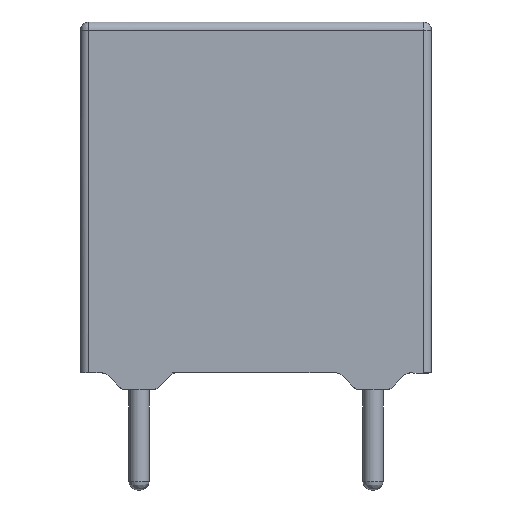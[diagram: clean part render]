
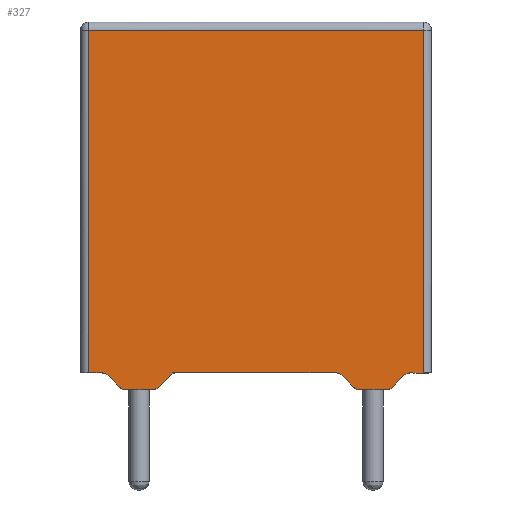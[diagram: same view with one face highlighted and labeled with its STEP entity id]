
A CAD part, front view. The second image highlights one B-rep face of the part: STEP entity #327.
In plain terms, the highlighted planar face has unit normal (0, -1, 0).
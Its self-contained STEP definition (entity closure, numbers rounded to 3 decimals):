
#73=(
BOUNDED_CURVE()
B_SPLINE_CURVE(2,(#2983,#2984,#2985),.UNSPECIFIED.,.F.,.F.)
B_SPLINE_CURVE_WITH_KNOTS((3,3),(0.,0.196),.UNSPECIFIED.)
CURVE()
GEOMETRIC_REPRESENTATION_ITEM()
RATIONAL_B_SPLINE_CURVE((1.,0.924,1.))
REPRESENTATION_ITEM('')
);
#74=(
BOUNDED_CURVE()
B_SPLINE_CURVE(2,(#2998,#2999,#3000),.UNSPECIFIED.,.F.,.F.)
B_SPLINE_CURVE_WITH_KNOTS((3,3),(0.,0.196),.UNSPECIFIED.)
CURVE()
GEOMETRIC_REPRESENTATION_ITEM()
RATIONAL_B_SPLINE_CURVE((1.,0.924,1.))
REPRESENTATION_ITEM('')
);
#76=(
BOUNDED_CURVE()
B_SPLINE_CURVE(2,(#3004,#3005,#3006),.UNSPECIFIED.,.F.,.F.)
B_SPLINE_CURVE_WITH_KNOTS((3,3),(0.,0.196),.UNSPECIFIED.)
CURVE()
GEOMETRIC_REPRESENTATION_ITEM()
RATIONAL_B_SPLINE_CURVE((1.,0.924,1.))
REPRESENTATION_ITEM('')
);
#81=(
BOUNDED_CURVE()
B_SPLINE_CURVE(2,(#3079,#3080,#3081),.UNSPECIFIED.,.F.,.F.)
B_SPLINE_CURVE_WITH_KNOTS((3,3),(0.,0.196),.UNSPECIFIED.)
CURVE()
GEOMETRIC_REPRESENTATION_ITEM()
RATIONAL_B_SPLINE_CURVE((1.,0.924,1.))
REPRESENTATION_ITEM('')
);
#83=(
BOUNDED_CURVE()
B_SPLINE_CURVE(2,(#3084,#3085,#3086),.UNSPECIFIED.,.F.,.F.)
B_SPLINE_CURVE_WITH_KNOTS((3,3),(0.,0.196),.UNSPECIFIED.)
CURVE()
GEOMETRIC_REPRESENTATION_ITEM()
RATIONAL_B_SPLINE_CURVE((1.,0.924,1.))
REPRESENTATION_ITEM('')
);
#85=(
BOUNDED_CURVE()
B_SPLINE_CURVE(2,(#3090,#3091,#3092),.UNSPECIFIED.,.F.,.F.)
B_SPLINE_CURVE_WITH_KNOTS((3,3),(0.,0.196),.UNSPECIFIED.)
CURVE()
GEOMETRIC_REPRESENTATION_ITEM()
RATIONAL_B_SPLINE_CURVE((1.,0.924,1.))
REPRESENTATION_ITEM('')
);
#87=(
BOUNDED_CURVE()
B_SPLINE_CURVE(2,(#3096,#3097,#3098),.UNSPECIFIED.,.F.,.F.)
B_SPLINE_CURVE_WITH_KNOTS((3,3),(0.,0.196),.UNSPECIFIED.)
CURVE()
GEOMETRIC_REPRESENTATION_ITEM()
RATIONAL_B_SPLINE_CURVE((1.,0.924,1.))
REPRESENTATION_ITEM('')
);
#327=ADVANCED_FACE('',(#412),#1936,.T.);
#412=FACE_OUTER_BOUND('',#497,.T.);
#497=EDGE_LOOP('',(#612,#613,#614,#615,#616,#617,#618,#619,#620,#621,#622,
#623,#624,#625,#626,#627,#628,#629,#630));
#612=ORIENTED_EDGE('',*,*,#1265,.F.);
#613=ORIENTED_EDGE('',*,*,#1243,.F.);
#614=ORIENTED_EDGE('',*,*,#1263,.F.);
#615=ORIENTED_EDGE('',*,*,#1242,.F.);
#616=ORIENTED_EDGE('',*,*,#1261,.F.);
#617=ORIENTED_EDGE('',*,*,#1241,.F.);
#618=ORIENTED_EDGE('',*,*,#1259,.F.);
#619=ORIENTED_EDGE('',*,*,#1099,.F.);
#620=ORIENTED_EDGE('',*,*,#1111,.F.);
#621=ORIENTED_EDGE('',*,*,#1112,.F.);
#622=ORIENTED_EDGE('',*,*,#1113,.F.);
#623=ORIENTED_EDGE('',*,*,#1219,.F.);
#624=ORIENTED_EDGE('',*,*,#1237,.F.);
#625=ORIENTED_EDGE('',*,*,#1218,.F.);
#626=ORIENTED_EDGE('',*,*,#1235,.F.);
#627=ORIENTED_EDGE('',*,*,#1217,.F.);
#628=ORIENTED_EDGE('',*,*,#1233,.F.);
#629=ORIENTED_EDGE('',*,*,#1095,.F.);
#630=ORIENTED_EDGE('',*,*,#1244,.F.);
#1095=EDGE_CURVE('',#1664,#1741,#1418,.T.);
#1099=EDGE_CURVE('',#1674,#1770,#1422,.T.);
#1111=EDGE_CURVE('',#1686,#1674,#1434,.T.);
#1112=EDGE_CURVE('',#1687,#1686,#1435,.T.);
#1113=EDGE_CURVE('',#1676,#1687,#1436,.T.);
#1217=EDGE_CURVE('',#1743,#1742,#1491,.T.);
#1218=EDGE_CURVE('',#1745,#1744,#1492,.T.);
#1219=EDGE_CURVE('',#1746,#1676,#1493,.T.);
#1233=EDGE_CURVE('',#1741,#1743,#73,.T.);
#1235=EDGE_CURVE('',#1742,#1745,#74,.T.);
#1237=EDGE_CURVE('',#1744,#1746,#76,.T.);
#1241=EDGE_CURVE('',#1757,#1756,#1508,.T.);
#1242=EDGE_CURVE('',#1759,#1758,#1509,.T.);
#1243=EDGE_CURVE('',#1761,#1760,#1510,.T.);
#1244=EDGE_CURVE('',#1762,#1664,#1511,.T.);
#1259=EDGE_CURVE('',#1770,#1757,#81,.T.);
#1261=EDGE_CURVE('',#1756,#1759,#83,.T.);
#1263=EDGE_CURVE('',#1758,#1761,#85,.T.);
#1265=EDGE_CURVE('',#1760,#1762,#87,.T.);
#1418=B_SPLINE_CURVE_WITH_KNOTS('',1,(#2595,#2596),.UNSPECIFIED.,.F.,.F.,
(2,2),(-4.,-3.146),.UNSPECIFIED.);
#1422=B_SPLINE_CURVE_WITH_KNOTS('',1,(#2603,#2604),.UNSPECIFIED.,.F.,.F.,
(2,2),(-8.667,-8.138),.UNSPECIFIED.);
#1434=B_SPLINE_CURVE_WITH_KNOTS('',1,(#2627,#2628),.UNSPECIFIED.,.F.,.F.,
(2,2),(0.25,10.5),.UNSPECIFIED.);
#1435=B_SPLINE_CURVE_WITH_KNOTS('',1,(#2629,#2630),.UNSPECIFIED.,.F.,.F.,
(2,2),(0.25,10.25),.UNSPECIFIED.);
#1436=B_SPLINE_CURVE_WITH_KNOTS('',1,(#2631,#2632),.UNSPECIFIED.,.F.,.F.,
(2,2),(0.,10.25),.UNSPECIFIED.);
#1491=B_SPLINE_CURVE_WITH_KNOTS('',1,(#2922,#2923),.UNSPECIFIED.,.F.,.F.,
(2,2),(-2.896,-2.104),.UNSPECIFIED.);
#1492=B_SPLINE_CURVE_WITH_KNOTS('',1,(#2924,#2925),.UNSPECIFIED.,.F.,.F.,
(2,2),(-1.854,-1.146),.UNSPECIFIED.);
#1493=B_SPLINE_CURVE_WITH_KNOTS('',1,(#2926,#2927),.UNSPECIFIED.,.F.,.F.,
(2,2),(-0.862,-0.333),.UNSPECIFIED.);
#1508=B_SPLINE_CURVE_WITH_KNOTS('',1,(#3023,#3024),.UNSPECIFIED.,.F.,.F.,
(2,2),(-7.854,-7.146),.UNSPECIFIED.);
#1509=B_SPLINE_CURVE_WITH_KNOTS('',1,(#3025,#3026),.UNSPECIFIED.,.F.,.F.,
(2,2),(-6.896,-6.104),.UNSPECIFIED.);
#1510=B_SPLINE_CURVE_WITH_KNOTS('',1,(#3027,#3028),.UNSPECIFIED.,.F.,.F.,
(2,2),(-5.854,-5.146),.UNSPECIFIED.);
#1511=B_SPLINE_CURVE_WITH_KNOTS('',1,(#3029,#3030),.UNSPECIFIED.,.F.,.F.,
(2,2),(-4.979,-4.),.UNSPECIFIED.);
#1664=VERTEX_POINT('',#2418);
#1674=VERTEX_POINT('',#2428);
#1676=VERTEX_POINT('',#2430);
#1686=VERTEX_POINT('',#2440);
#1687=VERTEX_POINT('',#2441);
#1741=VERTEX_POINT('',#2495);
#1742=VERTEX_POINT('',#2496);
#1743=VERTEX_POINT('',#2497);
#1744=VERTEX_POINT('',#2498);
#1745=VERTEX_POINT('',#2499);
#1746=VERTEX_POINT('',#2500);
#1756=VERTEX_POINT('',#2510);
#1757=VERTEX_POINT('',#2511);
#1758=VERTEX_POINT('',#2512);
#1759=VERTEX_POINT('',#2513);
#1760=VERTEX_POINT('',#2514);
#1761=VERTEX_POINT('',#2515);
#1762=VERTEX_POINT('',#2516);
#1770=VERTEX_POINT('',#2524);
#1936=PLANE('',#1991);
#1991=AXIS2_PLACEMENT_3D('',#2295,#2029,$);
#2029=DIRECTION('',(0.,-1.,0.));
#2295=CARTESIAN_POINT('',(6.563,-2.5,-1.375));
#2418=CARTESIAN_POINT('',(-2.5,-2.5,0.5));
#2428=CARTESIAN_POINT('',(5.,-2.5,0.5));
#2430=CARTESIAN_POINT('',(-5.,-2.5,0.5));
#2440=CARTESIAN_POINT('',(5.,-2.5,10.75));
#2441=CARTESIAN_POINT('',(-5.,-2.5,10.75));
#2495=CARTESIAN_POINT('',(-2.927,-2.5,0.073));
#2496=CARTESIAN_POINT('',(-3.896,-2.5,0.));
#2497=CARTESIAN_POINT('',(-3.104,-2.5,0.));
#2498=CARTESIAN_POINT('',(-4.427,-2.5,0.427));
#2499=CARTESIAN_POINT('',(-4.073,-2.5,0.073));
#2500=CARTESIAN_POINT('',(-4.604,-2.5,0.5));
#2510=CARTESIAN_POINT('',(4.073,-2.5,0.073));
#2511=CARTESIAN_POINT('',(4.427,-2.5,0.427));
#2512=CARTESIAN_POINT('',(3.104,-2.5,0.));
#2513=CARTESIAN_POINT('',(3.896,-2.5,0.));
#2514=CARTESIAN_POINT('',(2.573,-2.5,0.427));
#2515=CARTESIAN_POINT('',(2.927,-2.5,0.073));
#2516=CARTESIAN_POINT('',(2.396,-2.5,0.5));
#2524=CARTESIAN_POINT('',(4.604,-2.5,0.5));
#2595=CARTESIAN_POINT('',(-2.5,-2.5,0.5));
#2596=CARTESIAN_POINT('',(-2.927,-2.5,0.073));
#2603=CARTESIAN_POINT('',(5.,-2.5,0.5));
#2604=CARTESIAN_POINT('',(4.604,-2.5,0.5));
#2627=CARTESIAN_POINT('',(5.,-2.5,10.75));
#2628=CARTESIAN_POINT('',(5.,-2.5,0.5));
#2629=CARTESIAN_POINT('',(-5.,-2.5,10.75));
#2630=CARTESIAN_POINT('',(5.,-2.5,10.75));
#2631=CARTESIAN_POINT('',(-5.,-2.5,0.5));
#2632=CARTESIAN_POINT('',(-5.,-2.5,10.75));
#2922=CARTESIAN_POINT('',(-3.104,-2.5,0.));
#2923=CARTESIAN_POINT('',(-3.896,-2.5,0.));
#2924=CARTESIAN_POINT('',(-4.073,-2.5,0.073));
#2925=CARTESIAN_POINT('',(-4.427,-2.5,0.427));
#2926=CARTESIAN_POINT('',(-4.604,-2.5,0.5));
#2927=CARTESIAN_POINT('',(-5.,-2.5,0.5));
#2983=CARTESIAN_POINT('',(-2.927,-2.5,0.073));
#2984=CARTESIAN_POINT('',(-3.,-2.5,0.));
#2985=CARTESIAN_POINT('',(-3.104,-2.5,0.));
#2998=CARTESIAN_POINT('',(-3.896,-2.5,0.));
#2999=CARTESIAN_POINT('',(-4.,-2.5,0.));
#3000=CARTESIAN_POINT('',(-4.073,-2.5,0.073));
#3004=CARTESIAN_POINT('',(-4.427,-2.5,0.427));
#3005=CARTESIAN_POINT('',(-4.5,-2.5,0.5));
#3006=CARTESIAN_POINT('',(-4.604,-2.5,0.5));
#3023=CARTESIAN_POINT('',(4.427,-2.5,0.427));
#3024=CARTESIAN_POINT('',(4.073,-2.5,0.073));
#3025=CARTESIAN_POINT('',(3.896,-2.5,0.));
#3026=CARTESIAN_POINT('',(3.104,-2.5,0.));
#3027=CARTESIAN_POINT('',(2.927,-2.5,0.073));
#3028=CARTESIAN_POINT('',(2.573,-2.5,0.427));
#3029=CARTESIAN_POINT('',(2.396,-2.5,0.5));
#3030=CARTESIAN_POINT('',(-2.5,-2.5,0.5));
#3079=CARTESIAN_POINT('',(4.604,-2.5,0.5));
#3080=CARTESIAN_POINT('',(4.5,-2.5,0.5));
#3081=CARTESIAN_POINT('',(4.427,-2.5,0.427));
#3084=CARTESIAN_POINT('',(4.073,-2.5,0.073));
#3085=CARTESIAN_POINT('',(4.,-2.5,0.));
#3086=CARTESIAN_POINT('',(3.896,-2.5,0.));
#3090=CARTESIAN_POINT('',(3.104,-2.5,0.));
#3091=CARTESIAN_POINT('',(3.,-2.5,0.));
#3092=CARTESIAN_POINT('',(2.927,-2.5,0.073));
#3096=CARTESIAN_POINT('',(2.573,-2.5,0.427));
#3097=CARTESIAN_POINT('',(2.5,-2.5,0.5));
#3098=CARTESIAN_POINT('',(2.396,-2.5,0.5));
